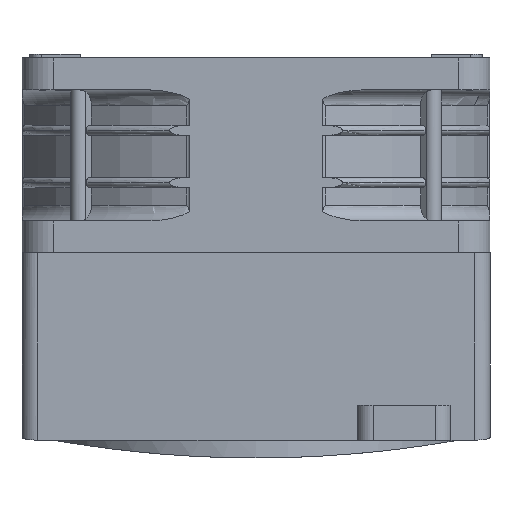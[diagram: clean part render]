
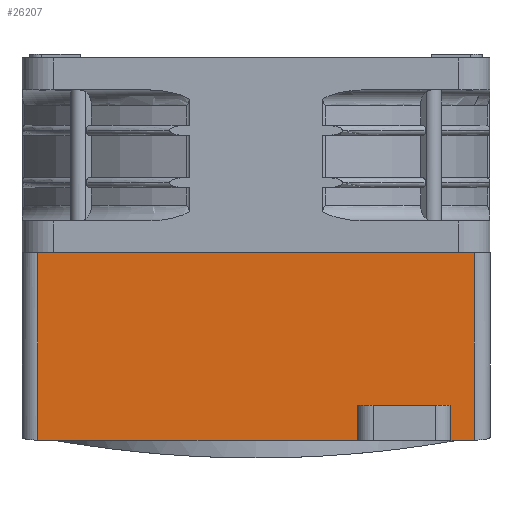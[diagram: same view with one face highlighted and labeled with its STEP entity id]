
A CAD part, left-side view. The second image highlights one B-rep face of the part: STEP entity #26207.
In plain terms, the highlighted planar face has unit normal (-1, 0, 0).
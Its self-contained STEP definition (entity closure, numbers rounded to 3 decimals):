
#3158=LINE('',#50357,#5386);
#3159=LINE('',#50359,#5387);
#3160=LINE('',#50361,#5388);
#3161=LINE('',#50362,#5389);
#3162=LINE('',#50364,#5390);
#3163=LINE('',#50366,#5391);
#3164=LINE('',#50367,#5392);
#3165=LINE('',#50368,#5393);
#5386=VECTOR('',#35973,1000.);
#5387=VECTOR('',#35974,1000.);
#5388=VECTOR('',#35975,1000.);
#5389=VECTOR('',#35976,1000.);
#5390=VECTOR('',#35977,1000.);
#5391=VECTOR('',#35978,1000.);
#5392=VECTOR('',#35979,1000.);
#5393=VECTOR('',#35980,1000.);
#7347=FACE_OUTER_BOUND('',#8772,.T.);
#8772=EDGE_LOOP('',(#23819,#23820,#23821,#23822,#23823,#23824,#23825,#23826));
#12553=VERTEX_POINT('',#50337);
#12558=VERTEX_POINT('',#50346);
#12561=VERTEX_POINT('',#50355);
#12562=VERTEX_POINT('',#50356);
#12563=VERTEX_POINT('',#50358);
#12564=VERTEX_POINT('',#50360);
#12565=VERTEX_POINT('',#50363);
#12566=VERTEX_POINT('',#50365);
#16352=EDGE_CURVE('',#12561,#12562,#3158,.T.);
#16353=EDGE_CURVE('',#12562,#12563,#3159,.T.);
#16354=EDGE_CURVE('',#12563,#12564,#3160,.T.);
#16355=EDGE_CURVE('',#12564,#12558,#3161,.T.);
#16356=EDGE_CURVE('',#12565,#12558,#3162,.T.);
#16357=EDGE_CURVE('',#12565,#12566,#3163,.T.);
#16358=EDGE_CURVE('',#12566,#12553,#3164,.T.);
#16359=EDGE_CURVE('',#12553,#12561,#3165,.T.);
#23819=ORIENTED_EDGE('',*,*,#16352,.T.);
#23820=ORIENTED_EDGE('',*,*,#16353,.T.);
#23821=ORIENTED_EDGE('',*,*,#16354,.T.);
#23822=ORIENTED_EDGE('',*,*,#16355,.T.);
#23823=ORIENTED_EDGE('',*,*,#16356,.F.);
#23824=ORIENTED_EDGE('',*,*,#16357,.T.);
#23825=ORIENTED_EDGE('',*,*,#16358,.T.);
#23826=ORIENTED_EDGE('',*,*,#16359,.T.);
#24845=PLANE('',#28861);
#26207=ADVANCED_FACE('',(#7347),#24845,.F.);
#28861=AXIS2_PLACEMENT_3D('',#50354,#35971,#35972);
#35971=DIRECTION('center_axis',(1.,0.,0.));
#35972=DIRECTION('ref_axis',(0.,1.,0.));
#35973=DIRECTION('',(0.,0.,1.));
#35974=DIRECTION('',(0.,1.,0.));
#35975=DIRECTION('',(0.,0.,-1.));
#35976=DIRECTION('',(0.,-1.,0.));
#35977=DIRECTION('',(0.,0.,-1.));
#35978=DIRECTION('',(0.,-1.,0.));
#35979=DIRECTION('',(0.,0.,-1.));
#35980=DIRECTION('',(0.,-1.,0.));
#50337=CARTESIAN_POINT('',(-30.,-25.,0.));
#50346=CARTESIAN_POINT('',(-30.,-13.,0.));
#50354=CARTESIAN_POINT('Origin',(-30.,30.,25.));
#50355=CARTESIAN_POINT('',(-30.,-28.,0.));
#50356=CARTESIAN_POINT('',(-30.,-28.,24.));
#50357=CARTESIAN_POINT('',(-30.,-28.,25.));
#50358=CARTESIAN_POINT('',(-30.,28.,24.));
#50359=CARTESIAN_POINT('',(-30.,30.,24.));
#50360=CARTESIAN_POINT('',(-30.,28.,0.));
#50361=CARTESIAN_POINT('',(-30.,28.,25.));
#50362=CARTESIAN_POINT('',(-30.,30.,0.));
#50363=CARTESIAN_POINT('',(-30.,-13.,4.5));
#50364=CARTESIAN_POINT('',(-30.,-13.,4.5));
#50365=CARTESIAN_POINT('',(-30.,-25.,4.5));
#50366=CARTESIAN_POINT('',(-30.,-13.,4.5));
#50367=CARTESIAN_POINT('',(-30.,-25.,4.5));
#50368=CARTESIAN_POINT('',(-30.,30.,0.));
